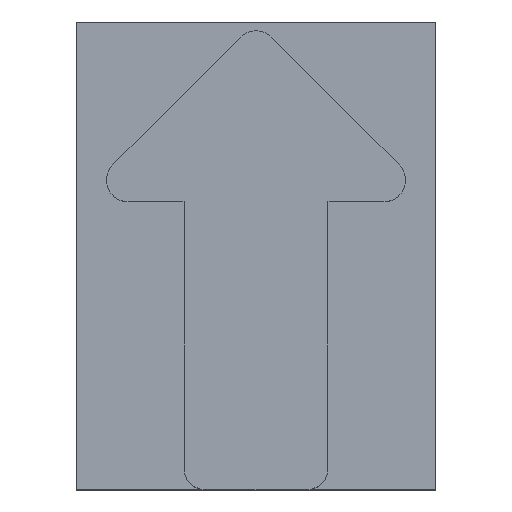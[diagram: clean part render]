
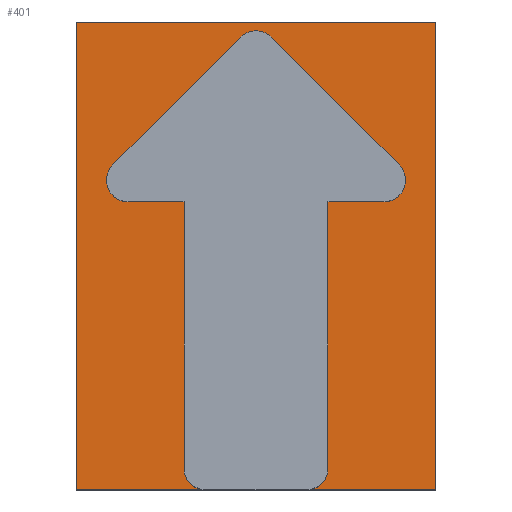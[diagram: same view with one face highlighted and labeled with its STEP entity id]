
A CAD part, top view. The second image highlights one B-rep face of the part: STEP entity #401.
In plain terms, the highlighted planar face has unit normal (0, 0, 1).
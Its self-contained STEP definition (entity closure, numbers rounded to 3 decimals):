
#16=CIRCLE('',#432,0.6);
#21=CIRCLE('',#440,0.6);
#22=CIRCLE('',#443,0.6);
#23=CIRCLE('',#445,0.6);
#24=CIRCLE('',#448,0.6);
#34=PLANE('',#451);
#56=FACE_OUTER_BOUND('',#78,.T.);
#78=EDGE_LOOP('',(#346,#347,#348,#349,#350,#351,#352,#353,#354,#355,#356,
#357,#358,#359,#360,#361));
#95=LINE('',#600,#137);
#98=LINE('',#605,#140);
#103=LINE('',#621,#145);
#113=LINE('',#652,#155);
#115=LINE('',#654,#157);
#119=LINE('',#666,#161);
#122=LINE('',#675,#164);
#124=LINE('',#678,#166);
#125=LINE('',#680,#167);
#126=LINE('',#681,#168);
#127=LINE('',#682,#169);
#137=VECTOR('',#484,10.);
#140=VECTOR('',#489,10.);
#145=VECTOR('',#504,10.);
#155=VECTOR('',#530,10.);
#157=VECTOR('',#532,10.);
#161=VECTOR('',#546,10.);
#164=VECTOR('',#555,10.);
#166=VECTOR('',#559,10.);
#167=VECTOR('',#562,10.);
#168=VECTOR('',#563,10.);
#169=VECTOR('',#564,10.);
#178=VERTEX_POINT('',#597);
#179=VERTEX_POINT('',#599);
#180=VERTEX_POINT('',#603);
#183=VERTEX_POINT('',#611);
#184=VERTEX_POINT('',#613);
#186=VERTEX_POINT('',#619);
#196=VERTEX_POINT('',#643);
#197=VERTEX_POINT('',#645);
#198=VERTEX_POINT('',#649);
#199=VERTEX_POINT('',#651);
#200=VERTEX_POINT('',#656);
#201=VERTEX_POINT('',#660);
#202=VERTEX_POINT('',#664);
#203=VERTEX_POINT('',#668);
#204=VERTEX_POINT('',#670);
#205=VERTEX_POINT('',#674);
#219=EDGE_CURVE('',#179,#178,#95,.T.);
#222=EDGE_CURVE('',#178,#180,#98,.T.);
#225=EDGE_CURVE('',#184,#183,#16,.T.);
#229=EDGE_CURVE('',#186,#183,#103,.T.);
#241=EDGE_CURVE('',#196,#197,#21,.F.);
#244=EDGE_CURVE('',#199,#198,#113,.T.);
#246=EDGE_CURVE('',#180,#197,#115,.T.);
#247=EDGE_CURVE('',#199,#200,#22,.F.);
#250=EDGE_CURVE('',#186,#201,#23,.T.);
#252=EDGE_CURVE('',#202,#201,#119,.T.);
#254=EDGE_CURVE('',#204,#203,#24,.T.);
#256=EDGE_CURVE('',#204,#205,#122,.T.);
#258=EDGE_CURVE('',#198,#179,#124,.T.);
#259=EDGE_CURVE('',#200,#202,#125,.T.);
#260=EDGE_CURVE('',#205,#196,#126,.T.);
#261=EDGE_CURVE('',#184,#203,#127,.T.);
#346=ORIENTED_EDGE('',*,*,#252,.F.);
#347=ORIENTED_EDGE('',*,*,#259,.F.);
#348=ORIENTED_EDGE('',*,*,#247,.F.);
#349=ORIENTED_EDGE('',*,*,#244,.T.);
#350=ORIENTED_EDGE('',*,*,#258,.T.);
#351=ORIENTED_EDGE('',*,*,#219,.T.);
#352=ORIENTED_EDGE('',*,*,#222,.T.);
#353=ORIENTED_EDGE('',*,*,#246,.T.);
#354=ORIENTED_EDGE('',*,*,#241,.F.);
#355=ORIENTED_EDGE('',*,*,#260,.F.);
#356=ORIENTED_EDGE('',*,*,#256,.F.);
#357=ORIENTED_EDGE('',*,*,#254,.T.);
#358=ORIENTED_EDGE('',*,*,#261,.F.);
#359=ORIENTED_EDGE('',*,*,#225,.T.);
#360=ORIENTED_EDGE('',*,*,#229,.F.);
#361=ORIENTED_EDGE('',*,*,#250,.T.);
#401=ADVANCED_FACE('',(#56),#34,.T.);
#432=AXIS2_PLACEMENT_3D('',#614,#497,#498);
#440=AXIS2_PLACEMENT_3D('',#646,#524,#525);
#443=AXIS2_PLACEMENT_3D('',#657,#535,#536);
#445=AXIS2_PLACEMENT_3D('',#662,#541,#542);
#448=AXIS2_PLACEMENT_3D('',#671,#550,#551);
#451=AXIS2_PLACEMENT_3D('',#679,#560,#561);
#484=DIRECTION('',(-1.,0.,0.));
#489=DIRECTION('',(0.,-1.,0.));
#497=DIRECTION('center_axis',(0.,0.,-1.));
#498=DIRECTION('ref_axis',(0.,1.,0.));
#504=DIRECTION('',(-0.707,0.707,0.));
#524=DIRECTION('center_axis',(0.,0.,-1.));
#525=DIRECTION('ref_axis',(-0.707,-0.707,0.));
#530=DIRECTION('',(1.,0.,0.));
#532=DIRECTION('',(1.,0.,0.));
#535=DIRECTION('center_axis',(0.,0.,-1.));
#536=DIRECTION('ref_axis',(0.707,-0.707,0.));
#541=DIRECTION('center_axis',(0.,0.,-1.));
#542=DIRECTION('ref_axis',(0.924,-0.383,0.));
#546=DIRECTION('',(1.,0.,0.));
#550=DIRECTION('center_axis',(0.,0.,-1.));
#551=DIRECTION('ref_axis',(-0.924,-0.383,0.));
#555=DIRECTION('',(1.,0.,0.));
#559=DIRECTION('',(0.,1.,0.));
#560=DIRECTION('center_axis',(0.,0.,1.));
#561=DIRECTION('ref_axis',(1.,0.,0.));
#562=DIRECTION('',(0.,1.,0.));
#563=DIRECTION('',(0.,-1.,0.));
#564=DIRECTION('',(-0.707,-0.707,0.));
#597=CARTESIAN_POINT('',(-5.,6.5,2.4));
#599=CARTESIAN_POINT('',(5.,6.5,2.4));
#600=CARTESIAN_POINT('',(-5.,6.5,2.4));
#603=CARTESIAN_POINT('',(-5.,-6.5,2.4));
#605=CARTESIAN_POINT('',(-5.,-6.5,2.4));
#611=CARTESIAN_POINT('',(0.424,6.076,2.4));
#613=CARTESIAN_POINT('',(-0.424,6.076,2.4));
#614=CARTESIAN_POINT('Origin',(0.,5.651,2.4));
#619=CARTESIAN_POINT('',(3.976,2.524,2.4));
#621=CARTESIAN_POINT('',(3.75,2.75,2.4));
#643=CARTESIAN_POINT('',(-2.,-5.9,2.4));
#645=CARTESIAN_POINT('',(-1.4,-6.5,2.4));
#646=CARTESIAN_POINT('Origin',(-1.4,-5.9,2.4));
#649=CARTESIAN_POINT('',(5.,-6.5,2.4));
#651=CARTESIAN_POINT('',(1.4,-6.5,2.4));
#652=CARTESIAN_POINT('',(5.,-6.5,2.4));
#654=CARTESIAN_POINT('',(5.,-6.5,2.4));
#656=CARTESIAN_POINT('',(2.,-5.9,2.4));
#657=CARTESIAN_POINT('Origin',(1.4,-5.9,2.4));
#660=CARTESIAN_POINT('',(3.551,1.5,2.4));
#662=CARTESIAN_POINT('Origin',(3.551,2.1,2.4));
#664=CARTESIAN_POINT('',(2.,1.5,2.4));
#666=CARTESIAN_POINT('',(2.75,1.5,2.4));
#668=CARTESIAN_POINT('',(-3.976,2.524,2.4));
#670=CARTESIAN_POINT('',(-3.551,1.5,2.4));
#671=CARTESIAN_POINT('Origin',(-3.551,2.1,2.4));
#674=CARTESIAN_POINT('',(-2.,1.5,2.4));
#675=CARTESIAN_POINT('',(-4.25,1.5,2.4));
#678=CARTESIAN_POINT('',(5.,6.5,2.4));
#679=CARTESIAN_POINT('Origin',(3.5,-2.5,2.4));
#680=CARTESIAN_POINT('',(2.,-4.5,2.4));
#681=CARTESIAN_POINT('',(-2.,-0.5,2.4));
#682=CARTESIAN_POINT('',(-1.25,5.25,2.4));
